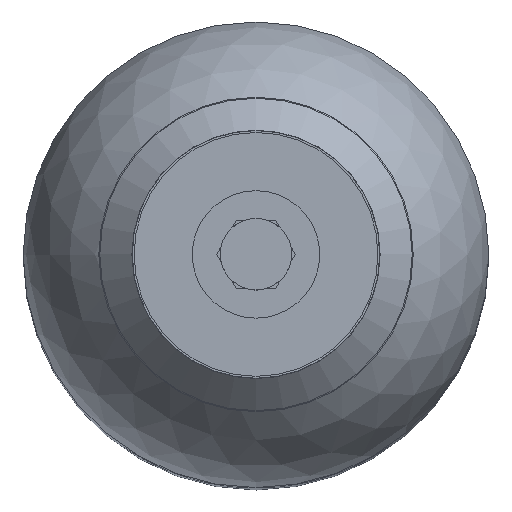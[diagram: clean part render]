
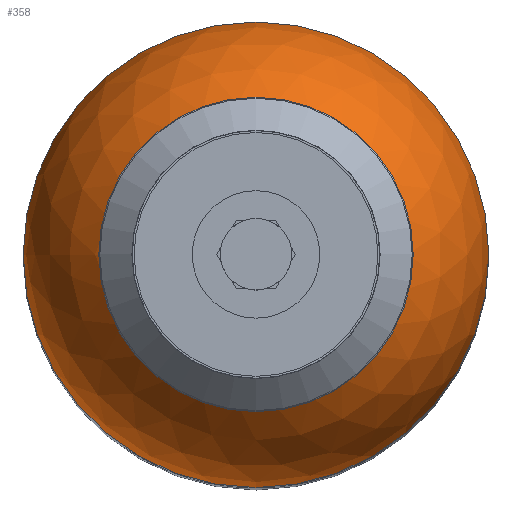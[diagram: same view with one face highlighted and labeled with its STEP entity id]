
A CAD part, top view. The second image highlights one B-rep face of the part: STEP entity #358.
In plain terms, the highlighted spherical face has radius 109.55 mm.
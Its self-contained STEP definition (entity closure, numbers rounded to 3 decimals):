
#358 = ADVANCED_FACE( '', ( #892, #893 ), #894, .T. );
#892 = FACE_OUTER_BOUND( '', #1646, .T. );
#893 = FACE_OUTER_BOUND( '', #1647, .T. );
#894 = SPHERICAL_SURFACE( '', #1648, 109.55 );
#1646 = EDGE_LOOP( '', ( #2738 ) );
#1647 = EDGE_LOOP( '', ( #2739 ) );
#1648 = AXIS2_PLACEMENT_3D( '', #2740, #2741, #2742 );
#2738 = ORIENTED_EDGE( '', *, *, #5026, .F. );
#2739 = ORIENTED_EDGE( '', *, *, #5027, .T. );
#2740 = CARTESIAN_POINT( '', ( 0., 0., 354.788 ) );
#2741 = DIRECTION( '', ( 0., 0., -1. ) );
#2742 = DIRECTION( '', ( -1., 0., 0. ) );
#5026 = EDGE_CURVE( '', #5914, #5914, #5915, .T. );
#5027 = EDGE_CURVE( '', #5916, #5916, #5917, .T. );
#5914 = VERTEX_POINT( '', #7627 );
#5915 = CIRCLE( '', #7628, 109.55 );
#5916 = VERTEX_POINT( '', #7629 );
#5917 = CIRCLE( '', #7630, 30. );
#7627 = CARTESIAN_POINT( '', ( -109.55, 0., 354.788 ) );
#7628 = AXIS2_PLACEMENT_3D( '', #10153, #10154, #10155 );
#7629 = CARTESIAN_POINT( '', ( -30., 0., 460.15 ) );
#7630 = AXIS2_PLACEMENT_3D( '', #10156, #10157, #10158 );
#10153 = CARTESIAN_POINT( '', ( 0., 0., 354.788 ) );
#10154 = DIRECTION( '', ( 0., 0., -1. ) );
#10155 = DIRECTION( '', ( -1., 0., 0. ) );
#10156 = CARTESIAN_POINT( '', ( 0., 0., 460.15 ) );
#10157 = DIRECTION( '', ( 0., 0., -1. ) );
#10158 = DIRECTION( '', ( -1., 0., 0. ) );
